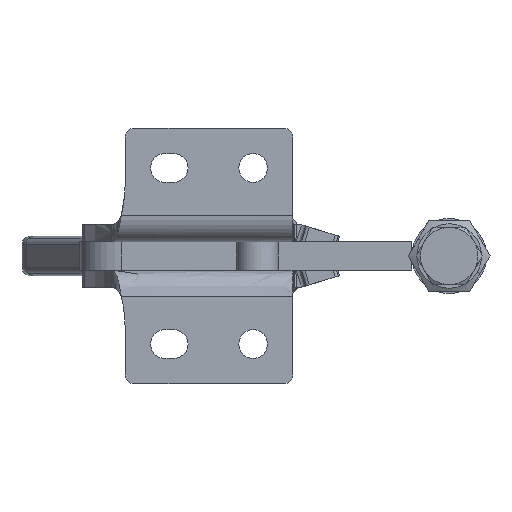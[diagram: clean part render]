
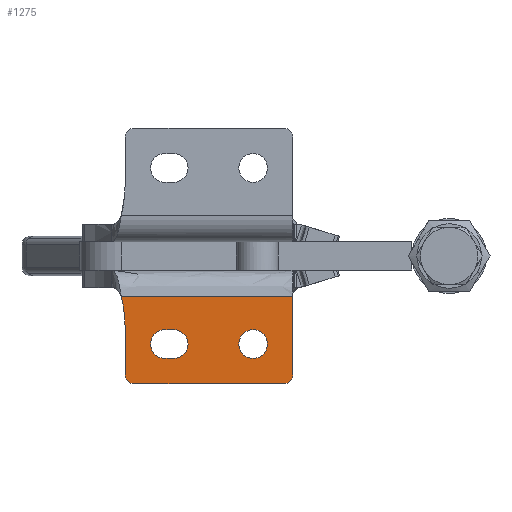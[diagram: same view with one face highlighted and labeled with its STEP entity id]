
A CAD part, front view. The second image highlights one B-rep face of the part: STEP entity #1275.
In plain terms, the highlighted free-form (B-spline) face has degree [1, 1] with [2, 2] control points.
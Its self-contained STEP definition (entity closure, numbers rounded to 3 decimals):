
#405=CARTESIAN_POINT('',(9.364,8.787,-23.135));
#406=VERTEX_POINT('',#405);
#422=CARTESIAN_POINT('',(15.864,8.787,-23.135));
#423=VERTEX_POINT('',#422);
#430=CARTESIAN_POINT('',(12.614,8.787,-23.135));
#431=DIRECTION('',(0.0,-1.0,0.0));
#432=DIRECTION('',(-1.0,0.0,0.0));
#433=AXIS2_PLACEMENT_3D('',#430,#431,#432);
#434=CIRCLE('',#433,3.25);
#435=EDGE_CURVE('',#423,#406,#434,.T.);
#844=CARTESIAN_POINT('',(-5.386,8.787,-26.385));
#845=VERTEX_POINT('',#844);
#852=CARTESIAN_POINT('',(-5.386,8.787,-19.885));
#853=VERTEX_POINT('',#852);
#854=CARTESIAN_POINT('',(-5.386,8.787,-23.135));
#855=DIRECTION('',(0.0,-1.0,0.0));
#856=DIRECTION('',(0.0,0.0,1.0));
#857=AXIS2_PLACEMENT_3D('',#854,#855,#856);
#858=CIRCLE('',#857,3.25);
#859=EDGE_CURVE('',#845,#853,#858,.T.);
#876=CARTESIAN_POINT('',(-7.386,8.787,-26.385));
#877=VERTEX_POINT('',#876);
#884=CARTESIAN_POINT('',(-7.386,8.787,-26.385));
#885=DIRECTION('',(1.0,0.0,0.0));
#886=VECTOR('',#885,2.0);
#887=LINE('',#884,#886);
#888=EDGE_CURVE('',#877,#845,#887,.T.);
#921=CARTESIAN_POINT('',(-7.386,8.787,-19.885));
#922=VERTEX_POINT('',#921);
#929=CARTESIAN_POINT('',(-7.386,8.787,-23.135));
#930=DIRECTION('',(0.0,-1.0,0.0));
#931=DIRECTION('',(0.0,0.0,-1.0));
#932=AXIS2_PLACEMENT_3D('',#929,#930,#931);
#933=CIRCLE('',#932,3.25);
#934=EDGE_CURVE('',#922,#877,#933,.T.);
#947=CARTESIAN_POINT('',(-5.386,8.787,-19.885));
#948=DIRECTION('',(-1.0,0.0,0.0));
#949=VECTOR('',#948,2.0);
#950=LINE('',#947,#949);
#951=EDGE_CURVE('',#853,#922,#950,.T.);
#984=CARTESIAN_POINT('',(12.614,8.787,-23.135));
#985=DIRECTION('',(0.0,-1.0,0.0));
#986=DIRECTION('',(-1.0,0.0,0.0));
#987=AXIS2_PLACEMENT_3D('',#984,#985,#986);
#988=CIRCLE('',#987,3.25);
#989=EDGE_CURVE('',#406,#423,#988,.T.);
#1031=CARTESIAN_POINT('',(-16.386,8.787,-19.635));
#1032=VERTEX_POINT('',#1031);
#1039=CARTESIAN_POINT('',(-17.265,8.787,-12.35));
#1040=VERTEX_POINT('',#1039);
#1041=CARTESIAN_POINT('',(-46.986,8.787,-19.635));
#1042=DIRECTION('',(0.0,1.0,0.0));
#1043=DIRECTION('',(-1.0,0.0,0.0));
#1044=AXIS2_PLACEMENT_3D('',#1041,#1042,#1043);
#1045=CIRCLE('',#1044,30.6);
#1046=EDGE_CURVE('',#1040,#1032,#1045,.T.);
#1087=CARTESIAN_POINT('',(21.614,8.787,-12.35));
#1088=VERTEX_POINT('',#1087);
#1096=CARTESIAN_POINT('',(21.614,8.787,-30.135));
#1097=VERTEX_POINT('',#1096);
#1098=CARTESIAN_POINT('',(21.614,8.787,-30.135));
#1099=DIRECTION('',(0.0,0.0,1.0));
#1100=VECTOR('',#1099,17.785);
#1101=LINE('',#1098,#1100);
#1102=EDGE_CURVE('',#1097,#1088,#1101,.T.);
#1141=CARTESIAN_POINT('',(19.614,8.787,-32.135));
#1142=VERTEX_POINT('',#1141);
#1143=CARTESIAN_POINT('',(19.614,8.787,-30.135));
#1144=DIRECTION('',(0.0,-1.0,0.0));
#1145=DIRECTION('',(0.0,0.0,-1.0));
#1146=AXIS2_PLACEMENT_3D('',#1143,#1144,#1145);
#1147=CIRCLE('',#1146,2.);
#1148=EDGE_CURVE('',#1142,#1097,#1147,.T.);
#1166=CARTESIAN_POINT('',(-14.386,8.787,-32.135));
#1167=VERTEX_POINT('',#1166);
#1168=CARTESIAN_POINT('',(-14.386,8.787,-32.135));
#1169=DIRECTION('',(1.0,0.0,0.0));
#1170=VECTOR('',#1169,34.);
#1171=LINE('',#1168,#1170);
#1172=EDGE_CURVE('',#1167,#1142,#1171,.T.);
#1211=CARTESIAN_POINT('',(-16.386,8.787,-30.135));
#1212=VERTEX_POINT('',#1211);
#1213=CARTESIAN_POINT('',(-14.386,8.787,-30.135));
#1214=DIRECTION('',(0.0,-1.0,0.0));
#1215=DIRECTION('',(-1.0,0.0,0.0));
#1216=AXIS2_PLACEMENT_3D('',#1213,#1214,#1215);
#1217=CIRCLE('',#1216,2.);
#1218=EDGE_CURVE('',#1212,#1167,#1217,.T.);
#1236=CARTESIAN_POINT('',(-16.386,8.787,-19.635));
#1237=DIRECTION('',(0.0,0.0,-1.0));
#1238=VECTOR('',#1237,10.5);
#1239=LINE('',#1236,#1238);
#1240=EDGE_CURVE('',#1032,#1212,#1239,.T.);
#1246=CARTESIAN_POINT('',(-17.265,8.787,-12.35));
#1247=CARTESIAN_POINT('',(21.614,8.787,-12.35));
#1248=CARTESIAN_POINT('',(-17.265,8.787,-32.135));
#1249=CARTESIAN_POINT('',(21.614,8.787,-32.135));
#1250=B_SPLINE_SURFACE_WITH_KNOTS('',1,1,((#1246,#1248),(#1247,#1249)),.UNSPECIFIED.,.F.,.F.,.U.,(2,2),(2,2),(0.0,38.88),(0.0,19.785),.UNSPECIFIED.);
#1251=CARTESIAN_POINT('',(-17.265,8.787,-12.35));
#1252=DIRECTION('',(1.0,0.0,0.0));
#1253=VECTOR('',#1252,38.88);
#1254=LINE('',#1251,#1253);
#1255=EDGE_CURVE('',#1040,#1088,#1254,.T.);
#1256=ORIENTED_EDGE('',*,*,#1255,.F.);
#1257=ORIENTED_EDGE('',*,*,#1046,.T.);
#1258=ORIENTED_EDGE('',*,*,#1240,.T.);
#1259=ORIENTED_EDGE('',*,*,#1218,.T.);
#1260=ORIENTED_EDGE('',*,*,#1172,.T.);
#1261=ORIENTED_EDGE('',*,*,#1148,.T.);
#1262=ORIENTED_EDGE('',*,*,#1102,.T.);
#1263=EDGE_LOOP('',(#1256,#1257,#1258,#1259,#1260,#1261,#1262));
#1264=FACE_OUTER_BOUND('',#1263,.T.);
#1265=ORIENTED_EDGE('',*,*,#859,.F.);
#1266=ORIENTED_EDGE('',*,*,#888,.F.);
#1267=ORIENTED_EDGE('',*,*,#934,.F.);
#1268=ORIENTED_EDGE('',*,*,#951,.F.);
#1269=EDGE_LOOP('',(#1265,#1266,#1267,#1268));
#1270=FACE_BOUND('',#1269,.T.);
#1271=ORIENTED_EDGE('',*,*,#435,.F.);
#1272=ORIENTED_EDGE('',*,*,#989,.F.);
#1273=EDGE_LOOP('',(#1271,#1272));
#1274=FACE_BOUND('',#1273,.T.);
#1275=ADVANCED_FACE('',(#1264,#1270,#1274),#1250,.F.);
